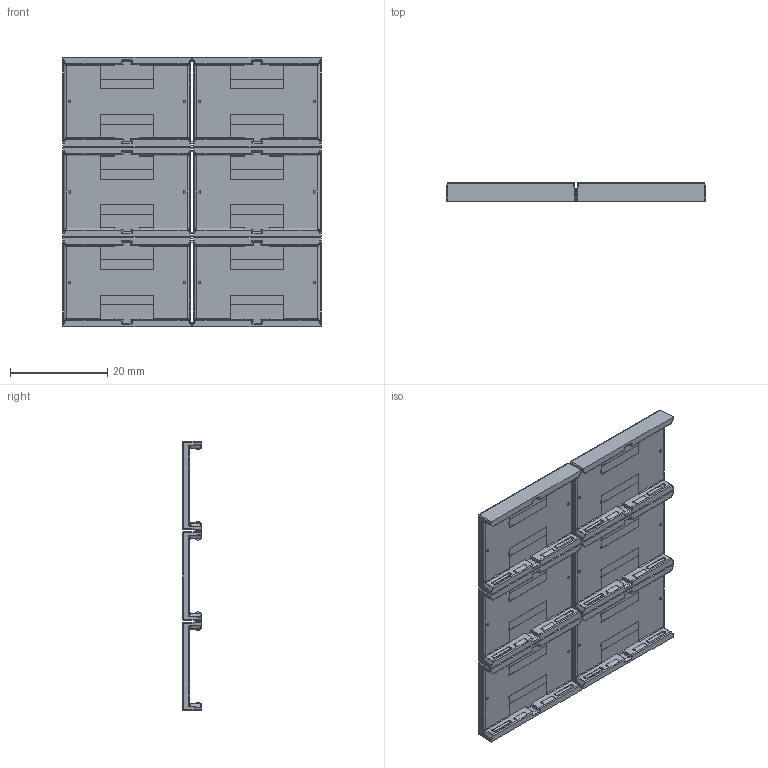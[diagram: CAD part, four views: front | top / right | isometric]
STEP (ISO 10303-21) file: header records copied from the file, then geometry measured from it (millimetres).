
FILE_DESCRIPTION((''),'2;1');
FILE_NAME('CHECK_W2X0442_00_ASM','2025-06-02T09:25:06',('weberr1'),(''),'CREO PARAMETRIC BY PTC INC, 2023154','CREO PARAMETRIC BY PTC INC, 2023154','');
FILE_SCHEMA(('CONFIG_CONTROL_DESIGN','SHAPE_APPEARANCE_LAYERS_GROUPS'));
Length unit declared in the file: millimetre
Products named in the file (3): W1A2077_45; W2X0442_00_ASM; CHECK_W2X0442_00_ASM
Assembly tree (7 placements, depth 3):
  CHECK_W2X0442_00_ASM
    W2X0442_00_ASM
      W1A2077_45  x6
Bounding box: 53.33 x 3.9 x 55.53 mm (x, y, z)
Volume: 5322.8 mm3; surface area: 8096.6 mm2
Topology: 6 solids, 6 shells, 1224 faces, 2928 edges, 1752 vertices
Faces by surface type: cylinder 540, plane 348, bspline 240, sphere 48, torus 48
Entity records: 10689 total; most frequent: CARTESIAN_POINT 4414, ORIENTED_EDGE 976, DIRECTION 864, PRESENTATION_STYLE_ASSIGNMENT 492, STYLED_ITEM 489, CURVE_STYLE 488, EDGE_CURVE 488, AXIS2_PLACEMENT_3D 312
